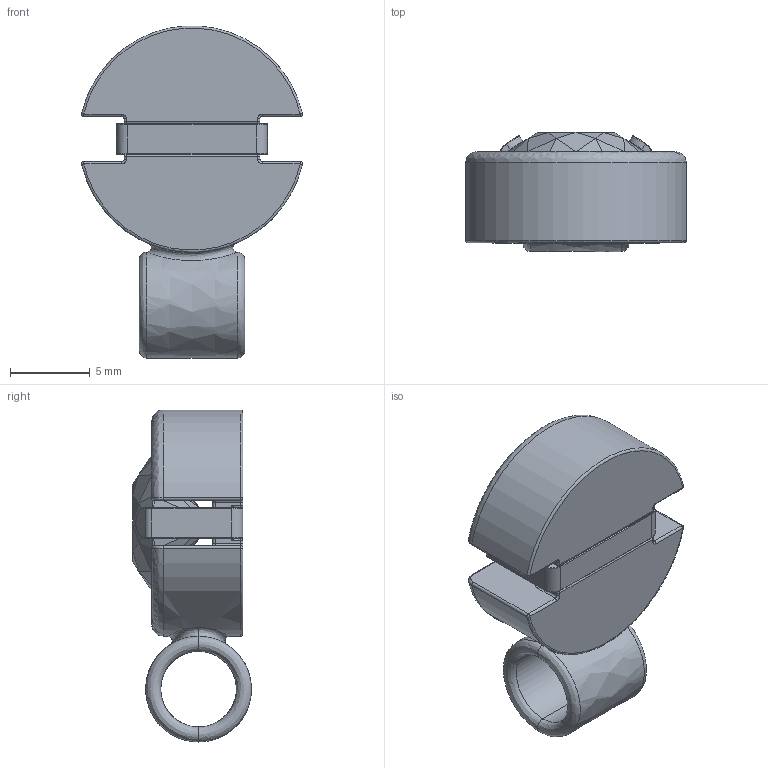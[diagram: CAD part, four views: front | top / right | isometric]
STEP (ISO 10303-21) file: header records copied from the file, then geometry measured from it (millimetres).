
FILE_DESCRIPTION(('FreeCAD Model'),'2;1');
FILE_NAME('Open CASCADE Shape Model','2025-05-04T04:07:27',('FreeCAD'),( 'FreeCAD'),'Open CASCADE STEP processor 7.6','FreeCAD','Unknown');
FILE_SCHEMA(('AUTOMOTIVE_DESIGN { 1 0 10303 214 1 1 1 1 }'));
Length unit declared in the file: millimetre
Products named in the file (1): Open CASCADE STEP translator 7.6 1
Bounding box: 13.81 x 7.43 x 20.76 mm (x, y, z)
Volume: 833 mm3; surface area: 1121 mm2
Topology: 3 solids, 3 shells, 232 faces, 483 edges, 256 vertices
Faces by surface type: bspline 232
Entity records: 7050 total; most frequent: CARTESIAN_POINT 4221, ORIENTED_EDGE 966, EDGE_CURVE 483, B_SPLINE_CURVE_WITH_KNOTS 305, VERTEX_POINT 256, FACE_BOUND 233, EDGE_LOOP 233, ADVANCED_FACE 232
